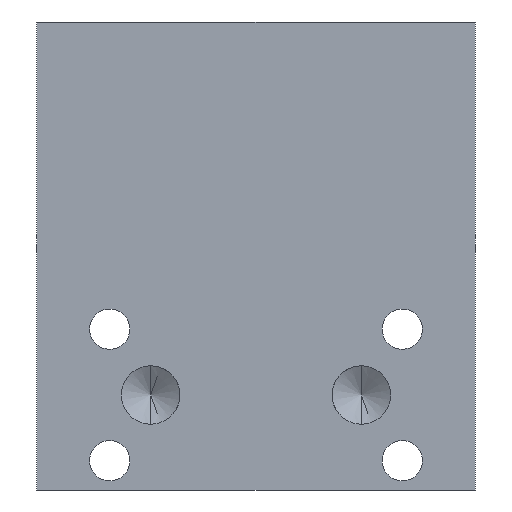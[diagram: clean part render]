
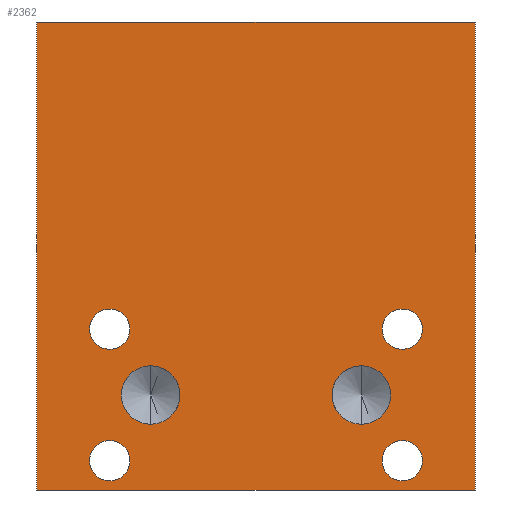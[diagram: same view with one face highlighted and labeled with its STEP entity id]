
A CAD part, left-side view. The second image highlights one B-rep face of the part: STEP entity #2362.
In plain terms, the highlighted planar face has unit normal (-1, 0, 0).
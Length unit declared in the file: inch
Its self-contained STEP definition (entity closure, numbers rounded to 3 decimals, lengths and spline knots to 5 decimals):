
#1=DIRECTION('',(0.,-1.,0.));
#2=VECTOR('',#1,3.75);
#3=CARTESIAN_POINT('',(0.,0.,0.));
#4=LINE('',#3,#2);
#17=DIRECTION('',(0.,0.,1.));
#18=VECTOR('',#17,4.);
#19=CARTESIAN_POINT('',(0.,0.,0.));
#20=LINE('',#19,#18);
#21=CARTESIAN_POINT('',(0.,-0.625,0.25));
#22=DIRECTION('',(1.,0.,0.));
#23=DIRECTION('',(0.,0.,-1.));
#24=AXIS2_PLACEMENT_3D('',#21,#22,#23);
#26=CARTESIAN_POINT('',(0.,-0.625,0.25));
#27=DIRECTION('',(1.,0.,0.));
#28=DIRECTION('',(0.,0.,1.));
#29=AXIS2_PLACEMENT_3D('',#26,#27,#28);
#31=CARTESIAN_POINT('',(0.,-3.125,0.25));
#32=DIRECTION('',(1.,0.,0.));
#33=DIRECTION('',(0.,0.,-1.));
#34=AXIS2_PLACEMENT_3D('',#31,#32,#33);
#36=CARTESIAN_POINT('',(0.,-3.125,0.25));
#37=DIRECTION('',(1.,0.,0.));
#38=DIRECTION('',(0.,0.,1.));
#39=AXIS2_PLACEMENT_3D('',#36,#37,#38);
#41=CARTESIAN_POINT('',(0.,-0.625,1.375));
#42=DIRECTION('',(1.,0.,0.));
#43=DIRECTION('',(0.,0.,-1.));
#44=AXIS2_PLACEMENT_3D('',#41,#42,#43);
#46=CARTESIAN_POINT('',(0.,-0.625,1.375));
#47=DIRECTION('',(1.,0.,0.));
#48=DIRECTION('',(0.,0.,1.));
#49=AXIS2_PLACEMENT_3D('',#46,#47,#48);
#51=CARTESIAN_POINT('',(0.,-3.125,1.375));
#52=DIRECTION('',(1.,0.,0.));
#53=DIRECTION('',(0.,0.,-1.));
#54=AXIS2_PLACEMENT_3D('',#51,#52,#53);
#56=CARTESIAN_POINT('',(0.,-3.125,1.375));
#57=DIRECTION('',(1.,0.,0.));
#58=DIRECTION('',(0.,0.,1.));
#59=AXIS2_PLACEMENT_3D('',#56,#57,#58);
#61=CARTESIAN_POINT('',(0.,-0.975,0.812));
#62=DIRECTION('',(1.,0.,0.));
#63=DIRECTION('',(0.,0.,-1.));
#64=AXIS2_PLACEMENT_3D('',#61,#62,#63);
#66=CARTESIAN_POINT('',(0.,-0.975,0.812));
#67=DIRECTION('',(1.,0.,0.));
#68=DIRECTION('',(0.,0.,1.));
#69=AXIS2_PLACEMENT_3D('',#66,#67,#68);
#71=CARTESIAN_POINT('',(0.,-2.775,0.812));
#72=DIRECTION('',(1.,0.,0.));
#73=DIRECTION('',(0.,0.,-1.));
#74=AXIS2_PLACEMENT_3D('',#71,#72,#73);
#76=CARTESIAN_POINT('',(0.,-2.775,0.812));
#77=DIRECTION('',(1.,0.,0.));
#78=DIRECTION('',(0.,0.,1.));
#79=AXIS2_PLACEMENT_3D('',#76,#77,#78);
#149=DIRECTION('',(0.,0.,1.));
#150=VECTOR('',#149,4.);
#151=CARTESIAN_POINT('',(0.,-3.75,0.));
#152=LINE('',#151,#150);
#153=DIRECTION('',(0.,-1.,0.));
#154=VECTOR('',#153,3.75);
#155=CARTESIAN_POINT('',(0.,0.,4.));
#156=LINE('',#155,#154);
#2024=CARTESIAN_POINT('',(0.,0.,0.));
#2025=CARTESIAN_POINT('',(0.,-3.75,0.));
#2026=VERTEX_POINT('',#2024);
#2027=VERTEX_POINT('',#2025);
#2032=CARTESIAN_POINT('',(0.,0.,4.));
#2033=CARTESIAN_POINT('',(0.,-3.75,4.));
#2034=VERTEX_POINT('',#2032);
#2035=VERTEX_POINT('',#2033);
#2224=CARTESIAN_POINT('',(0.,-0.625,0.078));
#2225=CARTESIAN_POINT('',(0.,-0.625,0.422));
#2226=VERTEX_POINT('',#2224);
#2227=VERTEX_POINT('',#2225);
#2232=CARTESIAN_POINT('',(0.,-3.125,0.078));
#2233=CARTESIAN_POINT('',(0.,-3.125,0.422));
#2234=VERTEX_POINT('',#2232);
#2235=VERTEX_POINT('',#2233);
#2240=CARTESIAN_POINT('',(0.,-0.625,1.203));
#2241=CARTESIAN_POINT('',(0.,-0.625,1.547));
#2242=VERTEX_POINT('',#2240);
#2243=VERTEX_POINT('',#2241);
#2248=CARTESIAN_POINT('',(0.,-3.125,1.203));
#2249=CARTESIAN_POINT('',(0.,-3.125,1.547));
#2250=VERTEX_POINT('',#2248);
#2251=VERTEX_POINT('',#2249);
#2262=CARTESIAN_POINT('',(0.,-0.975,0.562));
#2263=CARTESIAN_POINT('',(0.,-0.975,1.062));
#2264=VERTEX_POINT('',#2262);
#2265=VERTEX_POINT('',#2263);
#2282=CARTESIAN_POINT('',(0.,-2.775,0.562));
#2283=CARTESIAN_POINT('',(0.,-2.775,1.062));
#2284=VERTEX_POINT('',#2282);
#2285=VERTEX_POINT('',#2283);
#2312=CARTESIAN_POINT('',(0.,0.,0.));
#2313=DIRECTION('',(-1.,0.,0.));
#2314=DIRECTION('',(0.,-1.,0.));
#2315=AXIS2_PLACEMENT_3D('',#2312,#2313,#2314);
#2316=PLANE('',#2315);
#2317=ORIENTED_EDGE('',*,*,#2301,.F.);
#2319=ORIENTED_EDGE('',*,*,#2318,.T.);
#2321=ORIENTED_EDGE('',*,*,#2320,.T.);
#2323=ORIENTED_EDGE('',*,*,#2322,.F.);
#2324=EDGE_LOOP('',(#2317,#2319,#2321,#2323));
#2325=FACE_OUTER_BOUND('',#2324,.F.);
#2327=ORIENTED_EDGE('',*,*,#2326,.F.);
#2329=ORIENTED_EDGE('',*,*,#2328,.F.);
#2330=EDGE_LOOP('',(#2327,#2329));
#2331=FACE_BOUND('',#2330,.F.);
#2333=ORIENTED_EDGE('',*,*,#2332,.F.);
#2335=ORIENTED_EDGE('',*,*,#2334,.F.);
#2336=EDGE_LOOP('',(#2333,#2335));
#2337=FACE_BOUND('',#2336,.F.);
#2339=ORIENTED_EDGE('',*,*,#2338,.F.);
#2341=ORIENTED_EDGE('',*,*,#2340,.F.);
#2342=EDGE_LOOP('',(#2339,#2341));
#2343=FACE_BOUND('',#2342,.F.);
#2345=ORIENTED_EDGE('',*,*,#2344,.F.);
#2347=ORIENTED_EDGE('',*,*,#2346,.F.);
#2348=EDGE_LOOP('',(#2345,#2347));
#2349=FACE_BOUND('',#2348,.F.);
#2351=ORIENTED_EDGE('',*,*,#2350,.F.);
#2353=ORIENTED_EDGE('',*,*,#2352,.F.);
#2354=EDGE_LOOP('',(#2351,#2353));
#2355=FACE_BOUND('',#2354,.F.);
#2357=ORIENTED_EDGE('',*,*,#2356,.F.);
#2359=ORIENTED_EDGE('',*,*,#2358,.F.);
#2360=EDGE_LOOP('',(#2357,#2359));
#2361=FACE_BOUND('',#2360,.F.);
#2362=ADVANCED_FACE('',(#2325,#2331,#2337,#2343,#2349,#2355,#2361),#2316,.T.);
#25=CIRCLE('',#24,0.172);
#30=CIRCLE('',#29,0.172);
#35=CIRCLE('',#34,0.172);
#40=CIRCLE('',#39,0.172);
#45=CIRCLE('',#44,0.172);
#50=CIRCLE('',#49,0.172);
#55=CIRCLE('',#54,0.172);
#60=CIRCLE('',#59,0.172);
#65=CIRCLE('',#64,0.25);
#70=CIRCLE('',#69,0.25);
#75=CIRCLE('',#74,0.25);
#80=CIRCLE('',#79,0.25);
#2301=EDGE_CURVE('',#2026,#2027,#4,.T.);
#2318=EDGE_CURVE('',#2026,#2034,#20,.T.);
#2320=EDGE_CURVE('',#2034,#2035,#156,.T.);
#2322=EDGE_CURVE('',#2027,#2035,#152,.T.);
#2326=EDGE_CURVE('',#2226,#2227,#25,.T.);
#2328=EDGE_CURVE('',#2227,#2226,#30,.T.);
#2332=EDGE_CURVE('',#2234,#2235,#35,.T.);
#2334=EDGE_CURVE('',#2235,#2234,#40,.T.);
#2338=EDGE_CURVE('',#2242,#2243,#45,.T.);
#2340=EDGE_CURVE('',#2243,#2242,#50,.T.);
#2344=EDGE_CURVE('',#2250,#2251,#55,.T.);
#2346=EDGE_CURVE('',#2251,#2250,#60,.T.);
#2350=EDGE_CURVE('',#2264,#2265,#65,.T.);
#2352=EDGE_CURVE('',#2265,#2264,#70,.T.);
#2356=EDGE_CURVE('',#2284,#2285,#75,.T.);
#2358=EDGE_CURVE('',#2285,#2284,#80,.T.);
